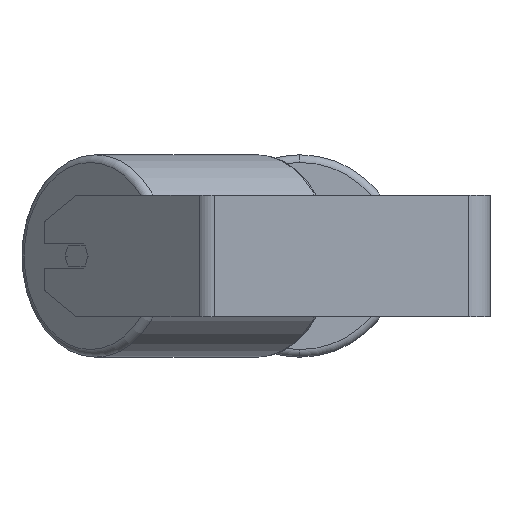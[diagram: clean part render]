
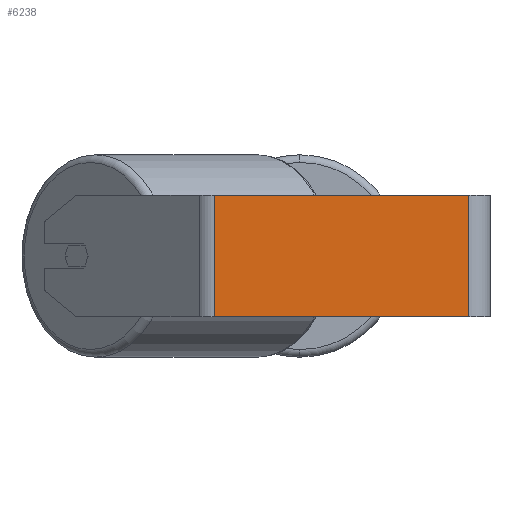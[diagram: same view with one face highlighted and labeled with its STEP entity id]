
A CAD part, left-side view. The second image highlights one B-rep face of the part: STEP entity #6238.
In plain terms, the highlighted planar face has unit normal (-1, 0, 0).
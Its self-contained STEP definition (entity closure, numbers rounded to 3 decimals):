
#37 = EDGE_CURVE ( 'NONE', #1929, #4917, #5826, .T. ) ;
#124 = EDGE_CURVE ( 'NONE', #1929, #3981, #6513, .T. ) ;
#160 = VECTOR ( 'NONE', #5420, 1000. ) ;
#686 = VECTOR ( 'NONE', #3812, 1000. ) ;
#1022 = CARTESIAN_POINT ( 'NONE',  ( -340., 186.943, -40. ) ) ;
#1051 = VERTEX_POINT ( 'NONE', #3923 ) ;
#1112 = EDGE_CURVE ( 'NONE', #3981, #1051, #2937, .T. ) ;
#1245 = CARTESIAN_POINT ( 'NONE',  ( -340., 181.144, 40. ) ) ;
#1629 = CARTESIAN_POINT ( 'NONE',  ( -340., 186.943, 40. ) ) ;
#1929 = VERTEX_POINT ( 'NONE', #3211 ) ;
#2183 = VECTOR ( 'NONE', #6385, 1000. ) ;
#2439 = CARTESIAN_POINT ( 'NONE',  ( -340., 14., 40. ) ) ;
#2937 = LINE ( 'NONE', #1022, #160 ) ;
#3001 = DIRECTION ( 'NONE',  ( 1., 0., 0. ) ) ;
#3078 = EDGE_LOOP ( 'NONE', ( #7825, #4305, #3891, #3206 ) ) ;
#3093 = CARTESIAN_POINT ( 'NONE',  ( -340., 181.144, -40. ) ) ;
#3206 = ORIENTED_EDGE ( 'NONE', *, *, #124, .T. ) ;
#3211 = CARTESIAN_POINT ( 'NONE',  ( -340., 181.144, 40. ) ) ;
#3812 = DIRECTION ( 'NONE',  ( 0., 0., -1. ) ) ;
#3891 = ORIENTED_EDGE ( 'NONE', *, *, #37, .F. ) ;
#3923 = CARTESIAN_POINT ( 'NONE',  ( -340., 14., -40. ) ) ;
#3944 = CARTESIAN_POINT ( 'NONE',  ( -340., 186.943, 40. ) ) ;
#3981 = VERTEX_POINT ( 'NONE', #3093 ) ;
#4166 = AXIS2_PLACEMENT_3D ( 'NONE', #1629, #3001, #4933 ) ;
#4305 = ORIENTED_EDGE ( 'NONE', *, *, #4346, .F. ) ;
#4346 = EDGE_CURVE ( 'NONE', #4917, #1051, #5408, .T. ) ;
#4804 = PLANE ( 'NONE',  #4166 ) ;
#4917 = VERTEX_POINT ( 'NONE', #2439 ) ;
#4933 = DIRECTION ( 'NONE',  ( 0., 1., 0. ) ) ;
#5408 = LINE ( 'NONE', #8002, #6185 ) ;
#5420 = DIRECTION ( 'NONE',  ( 0., -1., 0. ) ) ;
#5826 = LINE ( 'NONE', #3944, #2183 ) ;
#6185 = VECTOR ( 'NONE', #7395, 1000. ) ;
#6238 = ADVANCED_FACE ( 'NONE', ( #8165 ), #4804, .F. ) ;
#6385 = DIRECTION ( 'NONE',  ( 0., -1., 0. ) ) ;
#6513 = LINE ( 'NONE', #1245, #686 ) ;
#7395 = DIRECTION ( 'NONE',  ( 0., 0., -1. ) ) ;
#7825 = ORIENTED_EDGE ( 'NONE', *, *, #1112, .T. ) ;
#8002 = CARTESIAN_POINT ( 'NONE',  ( -340., 14., 40. ) ) ;
#8165 = FACE_OUTER_BOUND ( 'NONE', #3078, .T. ) ;
